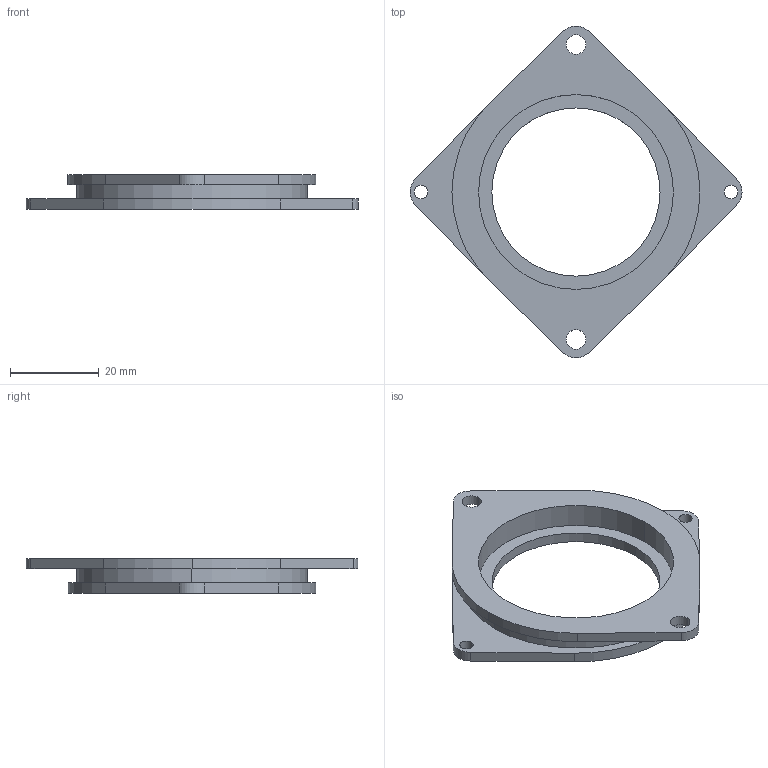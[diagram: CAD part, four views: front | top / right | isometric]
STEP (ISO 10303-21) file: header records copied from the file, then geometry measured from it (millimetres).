
FILE_DESCRIPTION (( 'STEP AP214' ), '1' );
FILE_NAME ('B697 Äåìïôåð Nemo 23 ìåòàëëè÷åñêèé.STEP', '2025-10-28T12:23:50', ( '' ), ( '' ), 'SwSTEP 2.0', 'SolidWorks 2025', '' );
FILE_SCHEMA (( 'AUTOMOTIVE_DESIGN' ));
Length unit declared in the file: millimetre
Products named in the file (1): B697 Демпфер Nemo 23 металлический
Bounding box: 74.99 x 74.97 x 7.9 mm (x, y, z)
Volume: 8639.4 mm3; surface area: 7082.7 mm2
Topology: 1 solids, 1 shells, 37 faces, 96 edges, 64 vertices
Faces by surface type: cylinder 24, plane 13
Entity records: 1201 total; most frequent: DIRECTION 220, CARTESIAN_POINT 198, ORIENTED_EDGE 192, EDGE_CURVE 96, AXIS2_PLACEMENT_3D 86, VERTEX_POINT 64, EDGE_LOOP 50, LINE 48
